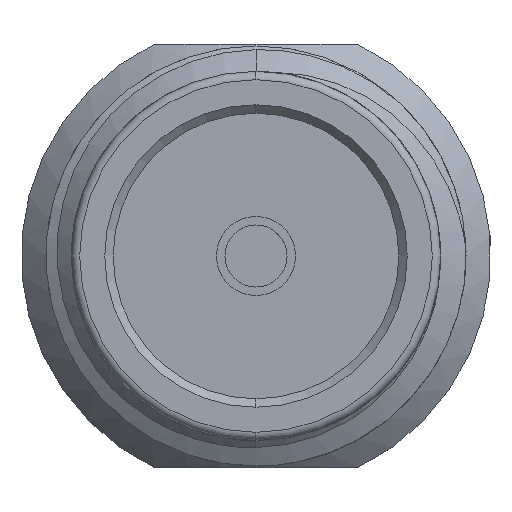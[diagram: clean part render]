
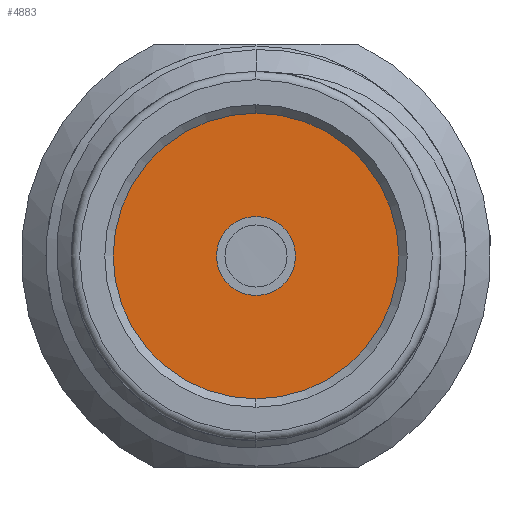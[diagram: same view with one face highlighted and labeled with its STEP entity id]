
A CAD part, left-side view. The second image highlights one B-rep face of the part: STEP entity #4883.
In plain terms, the highlighted planar face has unit normal (-1, 0, 0).
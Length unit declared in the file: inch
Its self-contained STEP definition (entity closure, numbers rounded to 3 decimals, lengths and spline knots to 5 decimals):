
#110 = EDGE_CURVE ( 'NONE', #4527, #1667, #741, .T. ) ;
#381 = DIRECTION ( 'NONE',  ( -1., 0., 0. ) ) ;
#597 = DIRECTION ( 'NONE',  ( 0., 0., 1. ) ) ;
#704 = DIRECTION ( 'NONE',  ( -1., 0., 0. ) ) ;
#741 = CIRCLE ( 'NONE', #2770, 0.085 ) ;
#1065 = AXIS2_PLACEMENT_3D ( 'NONE', #3621, #5379, #3173 ) ;
#1161 = DIRECTION ( 'NONE',  ( 0., 0., 1. ) ) ;
#1212 = CIRCLE ( 'NONE', #1065, 0.085 ) ;
#1264 = ORIENTED_EDGE ( 'NONE', *, *, #3052, .T. ) ;
#1293 = AXIS2_PLACEMENT_3D ( 'NONE', #3469, #381, #1334 ) ;
#1334 = DIRECTION ( 'NONE',  ( 0., 0., 1. ) ) ;
#1373 = DIRECTION ( 'NONE',  ( 0., 0., 1. ) ) ;
#1454 = EDGE_CURVE ( 'NONE', #3142, #3268, #1520, .T. ) ;
#1520 = CIRCLE ( 'NONE', #5368, 0.0235 ) ;
#1589 = PLANE ( 'NONE',  #3512 ) ;
#1605 = EDGE_CURVE ( 'NONE', #3268, #3142, #3535, .T. ) ;
#1667 = VERTEX_POINT ( 'NONE', #4426 ) ;
#1870 = EDGE_LOOP ( 'NONE', ( #2297, #1264 ) ) ;
#2009 = DIRECTION ( 'NONE',  ( -1., 0., 0. ) ) ;
#2265 = CARTESIAN_POINT ( 'NONE',  ( 0.075, 0., 0. ) ) ;
#2297 = ORIENTED_EDGE ( 'NONE', *, *, #110, .T. ) ;
#2445 = CARTESIAN_POINT ( 'NONE',  ( 0.075, 0., 0.0235 ) ) ;
#2597 = FACE_BOUND ( 'NONE', #3009, .T. ) ;
#2770 = AXIS2_PLACEMENT_3D ( 'NONE', #3379, #704, #1161 ) ;
#2847 = CARTESIAN_POINT ( 'NONE',  ( 0.075, 0., 0. ) ) ;
#3009 = EDGE_LOOP ( 'NONE', ( #4181, #3204 ) ) ;
#3052 = EDGE_CURVE ( 'NONE', #1667, #4527, #1212, .T. ) ;
#3142 = VERTEX_POINT ( 'NONE', #5417 ) ;
#3173 = DIRECTION ( 'NONE',  ( 0., 0., 1. ) ) ;
#3204 = ORIENTED_EDGE ( 'NONE', *, *, #1454, .F. ) ;
#3268 = VERTEX_POINT ( 'NONE', #2445 ) ;
#3379 = CARTESIAN_POINT ( 'NONE',  ( 0.075, 0., 0. ) ) ;
#3469 = CARTESIAN_POINT ( 'NONE',  ( 0.075, 0., 0. ) ) ;
#3512 = AXIS2_PLACEMENT_3D ( 'NONE', #2847, #2009, #597 ) ;
#3535 = CIRCLE ( 'NONE', #1293, 0.0235 ) ;
#3621 = CARTESIAN_POINT ( 'NONE',  ( 0.075, 0., 0. ) ) ;
#4145 = FACE_OUTER_BOUND ( 'NONE', #1870, .T. ) ;
#4181 = ORIENTED_EDGE ( 'NONE', *, *, #1605, .F. ) ;
#4426 = CARTESIAN_POINT ( 'NONE',  ( 0.075, 0., -0.085 ) ) ;
#4527 = VERTEX_POINT ( 'NONE', #5486 ) ;
#4883 = ADVANCED_FACE ( 'NONE', ( #2597, #4145 ), #1589, .T. ) ;
#5368 = AXIS2_PLACEMENT_3D ( 'NONE', #2265, #5407, #1373 ) ;
#5379 = DIRECTION ( 'NONE',  ( -1., 0., 0. ) ) ;
#5407 = DIRECTION ( 'NONE',  ( -1., 0., 0. ) ) ;
#5417 = CARTESIAN_POINT ( 'NONE',  ( 0.075, 0., -0.0235 ) ) ;
#5486 = CARTESIAN_POINT ( 'NONE',  ( 0.075, 0., 0.085 ) ) ;
